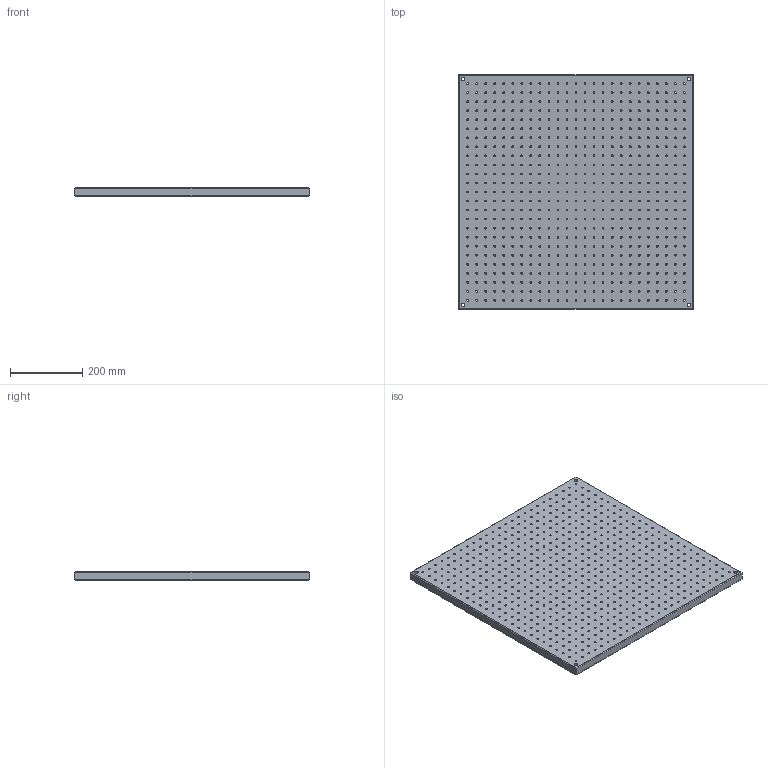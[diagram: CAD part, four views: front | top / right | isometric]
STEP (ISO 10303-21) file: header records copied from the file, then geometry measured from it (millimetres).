
FILE_DESCRIPTION (( 'STEP AP214' ), '1' );
FILE_NAME ('810KTO750-E.step', '2017-07-10T07:18:41', ( 'install' ), ( '' ), 'SwSTEP 2.0', 'SolidWorks 2015', '' );
FILE_SCHEMA (( 'AUTOMOTIVE_DESIGN' ));
Length unit declared in the file: millimetre
Products named in the file (1): 810KTO750-E
Bounding box: 650 x 650 x 25 mm (x, y, z)
Volume: 10237153.9 mm3; surface area: 1127338.5 mm2
Topology: 1 solids, 1 shells, 1272 faces, 3802 edges, 2532 vertices
Faces by surface type: cylinder 1258, plane 14
Entity records: 60766 total; most frequent: DIRECTION 8864, CARTESIAN_POINT 7607, ORIENTED_EDGE 7604, EDGE_CURVE 3802, AXIS2_PLACEMENT_3D 3789, VERTEX_POINT 2532, EDGE_LOOP 2530, CIRCLE 2516
